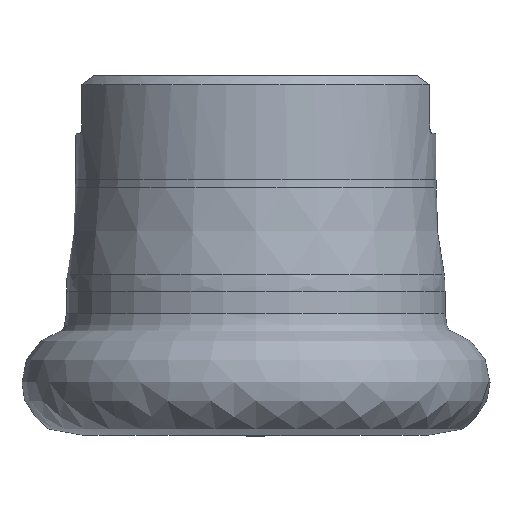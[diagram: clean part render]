
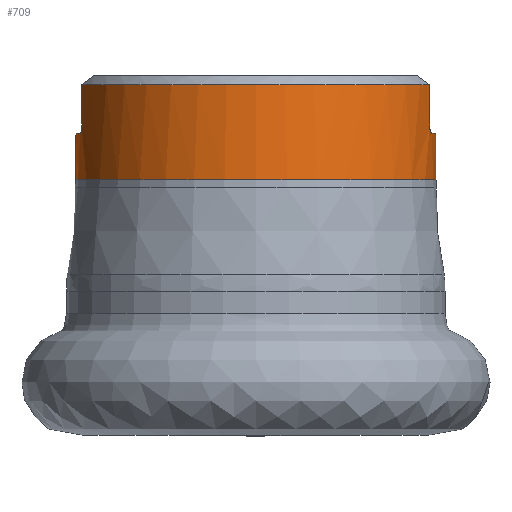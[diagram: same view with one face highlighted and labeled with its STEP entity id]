
A CAD part, left-side view. The second image highlights one B-rep face of the part: STEP entity #709.
In plain terms, the highlighted cylindrical face has radius 20 mm (diameter 40 mm), a full revolution.
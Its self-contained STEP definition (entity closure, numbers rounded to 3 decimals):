
#52=CYLINDRICAL_SURFACE('',#903,20.);
#87=B_SPLINE_CURVE_WITH_KNOTS('',3,(#6140,#6141,#6142,#6143,#6144,#6145,
#6146,#6147,#6148,#6149,#6150,#6151,#6152,#6153,#6154,#6155),
 .UNSPECIFIED.,.F.,.F.,(4,3,3,3,3,4),(0.,0.223,0.445,
0.666,0.881,1.),.UNSPECIFIED.);
#88=B_SPLINE_CURVE_WITH_KNOTS('',3,(#6159,#6160,#6161,#6162,#6163,#6164,
#6165,#6166,#6167,#6168,#6169,#6170,#6171,#6172,#6173,#6174),
 .UNSPECIFIED.,.F.,.F.,(4,3,3,3,3,4),(0.,0.207,0.413,
0.623,0.839,1.),.UNSPECIFIED.);
#89=B_SPLINE_CURVE_WITH_KNOTS('',3,(#6179,#6180,#6181,#6182,#6183,#6184,
#6185,#6186,#6187,#6188,#6189,#6190,#6191,#6192,#6193,#6194),
 .UNSPECIFIED.,.F.,.F.,(4,3,3,3,3,4),(0.,0.223,0.445,
0.666,0.881,1.),.UNSPECIFIED.);
#90=B_SPLINE_CURVE_WITH_KNOTS('',3,(#6198,#6199,#6200,#6201,#6202,#6203,
#6204,#6205,#6206,#6207,#6208,#6209,#6210,#6211,#6212,#6213),
 .UNSPECIFIED.,.F.,.F.,(4,3,3,3,3,4),(0.,0.207,0.413,
0.623,0.839,1.),.UNSPECIFIED.);
#162=EDGE_LOOP('',(#295,#296,#297,#298,#299,#300,#301,#302,#303,#304,#305,
#306));
#163=EDGE_LOOP('',(#307));
#242=CIRCLE('',#896,20.);
#243=CIRCLE('',#898,20.);
#244=CIRCLE('',#900,20.);
#245=CIRCLE('',#901,20.);
#246=CIRCLE('',#902,20.);
#295=ORIENTED_EDGE('',*,*,#518,.F.);
#296=ORIENTED_EDGE('',*,*,#519,.F.);
#297=ORIENTED_EDGE('',*,*,#520,.F.);
#298=ORIENTED_EDGE('',*,*,#521,.F.);
#299=ORIENTED_EDGE('',*,*,#522,.F.);
#300=ORIENTED_EDGE('',*,*,#515,.T.);
#301=ORIENTED_EDGE('',*,*,#523,.F.);
#302=ORIENTED_EDGE('',*,*,#524,.F.);
#303=ORIENTED_EDGE('',*,*,#525,.F.);
#304=ORIENTED_EDGE('',*,*,#526,.F.);
#305=ORIENTED_EDGE('',*,*,#527,.F.);
#306=ORIENTED_EDGE('',*,*,#513,.T.);
#307=ORIENTED_EDGE('',*,*,#528,.T.);
#513=EDGE_CURVE('',#820,#819,#242,.T.);
#515=EDGE_CURVE('',#821,#822,#243,.T.);
#518=EDGE_CURVE('',#823,#819,#621,.T.);
#519=EDGE_CURVE('',#824,#823,#87,.T.);
#520=EDGE_CURVE('',#825,#824,#244,.T.);
#521=EDGE_CURVE('',#826,#825,#88,.T.);
#522=EDGE_CURVE('',#821,#826,#622,.T.);
#523=EDGE_CURVE('',#827,#822,#623,.T.);
#524=EDGE_CURVE('',#828,#827,#89,.T.);
#525=EDGE_CURVE('',#829,#828,#245,.T.);
#526=EDGE_CURVE('',#830,#829,#90,.T.);
#527=EDGE_CURVE('',#820,#830,#624,.T.);
#528=EDGE_CURVE('',#831,#831,#246,.T.);
#621=LINE('',#6138,#653);
#622=LINE('',#6176,#654);
#623=LINE('',#6177,#655);
#624=LINE('',#6215,#656);
#653=VECTOR('',#1020,1.);
#654=VECTOR('',#1023,1.);
#655=VECTOR('',#1024,1.);
#656=VECTOR('',#1027,1.);
#709=ADVANCED_FACE('',(#765,#766),#52,.T.);
#765=FACE_BOUND('',#162,.T.);
#766=FACE_BOUND('',#163,.T.);
#819=VERTEX_POINT('',#6118);
#820=VERTEX_POINT('',#6120);
#821=VERTEX_POINT('',#6127);
#822=VERTEX_POINT('',#6128);
#823=VERTEX_POINT('',#6139);
#824=VERTEX_POINT('',#6156);
#825=VERTEX_POINT('',#6158);
#826=VERTEX_POINT('',#6175);
#827=VERTEX_POINT('',#6178);
#828=VERTEX_POINT('',#6195);
#829=VERTEX_POINT('',#6197);
#830=VERTEX_POINT('',#6214);
#831=VERTEX_POINT('',#6217);
#896=AXIS2_PLACEMENT_3D('',#6119,#1012,#1013);
#898=AXIS2_PLACEMENT_3D('',#6126,#1016,#1017);
#900=AXIS2_PLACEMENT_3D('',#6157,#1021,#1022);
#901=AXIS2_PLACEMENT_3D('',#6196,#1025,#1026);
#902=AXIS2_PLACEMENT_3D('',#6216,#1028,#1029);
#903=AXIS2_PLACEMENT_3D('',#6218,#1030,#1031);
#1012=DIRECTION('',(0.,0.,-1.));
#1013=DIRECTION('',(1.,0.,0.));
#1016=DIRECTION('',(0.,0.,-1.));
#1017=DIRECTION('',(1.,0.,0.));
#1020=DIRECTION('',(0.,0.,1.));
#1021=DIRECTION('',(0.,0.,1.));
#1022=DIRECTION('',(-1.,0.,0.));
#1023=DIRECTION('',(0.,0.,-1.));
#1024=DIRECTION('',(0.,0.,1.));
#1025=DIRECTION('',(0.,0.,1.));
#1026=DIRECTION('',(-1.,0.,0.));
#1027=DIRECTION('',(0.,0.,-1.));
#1028=DIRECTION('',(0.,0.,1.));
#1029=DIRECTION('',(-1.,0.,0.));
#1030=DIRECTION('',(0.,0.,-1.));
#1031=DIRECTION('',(-1.,0.,0.));
#6118=CARTESIAN_POINT('',(-5.228,19.305,-1.));
#6119=CARTESIAN_POINT('',(0.,0.,-1.));
#6120=CARTESIAN_POINT('',(-5.228,-19.305,-1.));
#6126=CARTESIAN_POINT('',(0.,0.,-1.));
#6127=CARTESIAN_POINT('',(5.228,19.305,-1.));
#6128=CARTESIAN_POINT('',(5.228,-19.305,-1.));
#6138=CARTESIAN_POINT('',(-5.228,19.305,0.));
#6139=CARTESIAN_POINT('',(-5.228,19.305,-5.575));
#6140=CARTESIAN_POINT('',(-4.428,19.504,-6.375));
#6141=CARTESIAN_POINT('',(-4.519,19.483,-6.375));
#6142=CARTESIAN_POINT('',(-4.612,19.461,-6.359));
#6143=CARTESIAN_POINT('',(-4.698,19.44,-6.328));
#6144=CARTESIAN_POINT('',(-4.785,19.419,-6.297));
#6145=CARTESIAN_POINT('',(-4.867,19.399,-6.25));
#6146=CARTESIAN_POINT('',(-4.938,19.381,-6.191));
#6147=CARTESIAN_POINT('',(-5.009,19.363,-6.132));
#6148=CARTESIAN_POINT('',(-5.07,19.347,-6.06));
#6149=CARTESIAN_POINT('',(-5.117,19.334,-5.981));
#6150=CARTESIAN_POINT('',(-5.163,19.322,-5.903));
#6151=CARTESIAN_POINT('',(-5.196,19.313,-5.816));
#6152=CARTESIAN_POINT('',(-5.213,19.309,-5.727));
#6153=CARTESIAN_POINT('',(-5.223,19.306,-5.677));
#6154=CARTESIAN_POINT('',(-5.228,19.305,-5.626));
#6155=CARTESIAN_POINT('',(-5.228,19.305,-5.575));
#6156=CARTESIAN_POINT('',(-4.428,19.504,-6.375));
#6157=CARTESIAN_POINT('',(0.,0.,-6.375));
#6158=CARTESIAN_POINT('',(4.428,19.504,-6.375));
#6159=CARTESIAN_POINT('',(5.228,19.305,-5.575));
#6160=CARTESIAN_POINT('',(5.228,19.305,-5.662));
#6161=CARTESIAN_POINT('',(5.213,19.309,-5.751));
#6162=CARTESIAN_POINT('',(5.185,19.316,-5.833));
#6163=CARTESIAN_POINT('',(5.157,19.324,-5.916));
#6164=CARTESIAN_POINT('',(5.115,19.335,-5.994));
#6165=CARTESIAN_POINT('',(5.062,19.349,-6.062));
#6166=CARTESIAN_POINT('',(5.009,19.363,-6.132));
#6167=CARTESIAN_POINT('',(4.943,19.38,-6.193));
#6168=CARTESIAN_POINT('',(4.871,19.398,-6.241));
#6169=CARTESIAN_POINT('',(4.796,19.417,-6.291));
#6170=CARTESIAN_POINT('',(4.712,19.437,-6.328));
#6171=CARTESIAN_POINT('',(4.626,19.458,-6.35));
#6172=CARTESIAN_POINT('',(4.561,19.473,-6.367));
#6173=CARTESIAN_POINT('',(4.494,19.489,-6.375));
#6174=CARTESIAN_POINT('',(4.428,19.504,-6.375));
#6175=CARTESIAN_POINT('',(5.228,19.305,-5.575));
#6176=CARTESIAN_POINT('',(5.228,19.305,0.));
#6177=CARTESIAN_POINT('',(5.228,-19.305,0.));
#6178=CARTESIAN_POINT('',(5.228,-19.305,-5.575));
#6179=CARTESIAN_POINT('',(4.428,-19.504,-6.375));
#6180=CARTESIAN_POINT('',(4.519,-19.483,-6.375));
#6181=CARTESIAN_POINT('',(4.612,-19.461,-6.359));
#6182=CARTESIAN_POINT('',(4.698,-19.44,-6.328));
#6183=CARTESIAN_POINT('',(4.785,-19.419,-6.297));
#6184=CARTESIAN_POINT('',(4.867,-19.399,-6.25));
#6185=CARTESIAN_POINT('',(4.938,-19.381,-6.191));
#6186=CARTESIAN_POINT('',(5.009,-19.363,-6.132));
#6187=CARTESIAN_POINT('',(5.07,-19.347,-6.06));
#6188=CARTESIAN_POINT('',(5.117,-19.334,-5.981));
#6189=CARTESIAN_POINT('',(5.163,-19.322,-5.903));
#6190=CARTESIAN_POINT('',(5.196,-19.313,-5.816));
#6191=CARTESIAN_POINT('',(5.213,-19.309,-5.727));
#6192=CARTESIAN_POINT('',(5.223,-19.306,-5.677));
#6193=CARTESIAN_POINT('',(5.228,-19.305,-5.626));
#6194=CARTESIAN_POINT('',(5.228,-19.305,-5.575));
#6195=CARTESIAN_POINT('',(4.428,-19.504,-6.375));
#6196=CARTESIAN_POINT('',(0.,0.,-6.375));
#6197=CARTESIAN_POINT('',(-4.428,-19.504,-6.375));
#6198=CARTESIAN_POINT('',(-5.228,-19.305,-5.575));
#6199=CARTESIAN_POINT('',(-5.228,-19.305,-5.662));
#6200=CARTESIAN_POINT('',(-5.213,-19.309,-5.751));
#6201=CARTESIAN_POINT('',(-5.185,-19.316,-5.833));
#6202=CARTESIAN_POINT('',(-5.157,-19.324,-5.916));
#6203=CARTESIAN_POINT('',(-5.115,-19.335,-5.994));
#6204=CARTESIAN_POINT('',(-5.062,-19.349,-6.062));
#6205=CARTESIAN_POINT('',(-5.009,-19.363,-6.132));
#6206=CARTESIAN_POINT('',(-4.943,-19.38,-6.193));
#6207=CARTESIAN_POINT('',(-4.871,-19.398,-6.241));
#6208=CARTESIAN_POINT('',(-4.796,-19.417,-6.291));
#6209=CARTESIAN_POINT('',(-4.712,-19.437,-6.328));
#6210=CARTESIAN_POINT('',(-4.626,-19.458,-6.35));
#6211=CARTESIAN_POINT('',(-4.561,-19.473,-6.367));
#6212=CARTESIAN_POINT('',(-4.494,-19.489,-6.375));
#6213=CARTESIAN_POINT('',(-4.428,-19.504,-6.375));
#6214=CARTESIAN_POINT('',(-5.228,-19.305,-5.575));
#6215=CARTESIAN_POINT('',(-5.228,-19.305,0.));
#6216=CARTESIAN_POINT('',(0.,0.,-11.546));
#6217=CARTESIAN_POINT('',(-20.,0.,-11.546));
#6218=CARTESIAN_POINT('',(0.,0.,0.));
